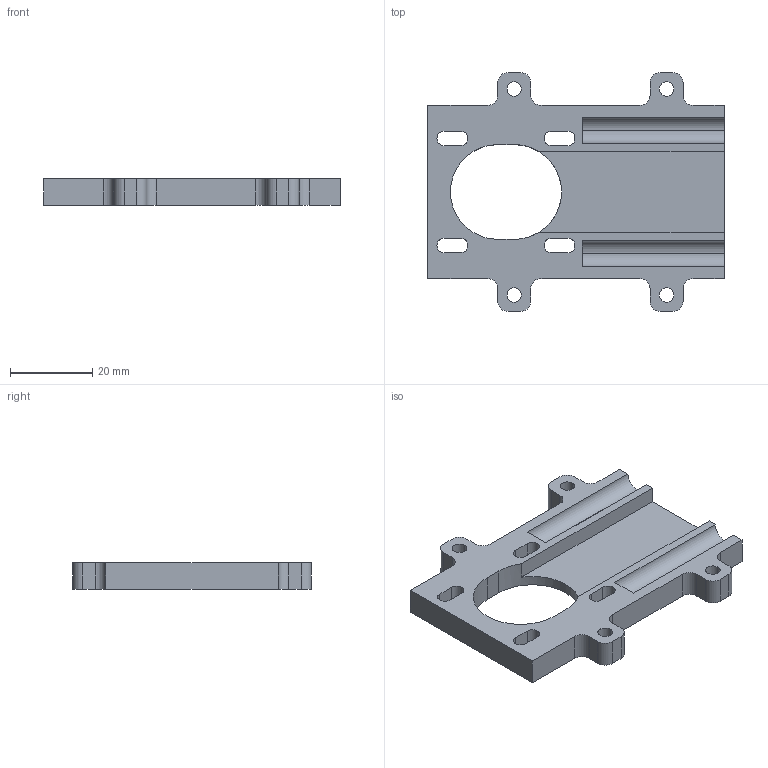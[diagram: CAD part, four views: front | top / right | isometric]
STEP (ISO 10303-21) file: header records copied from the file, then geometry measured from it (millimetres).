
FILE_DESCRIPTION (( 'STEP AP203' ), '1' );
FILE_NAME ('x_motor split_b.STEP', '2013-06-24T14:52:07', ( 'LVG' ), ( 'MouseComputer PC' ), 'SwSTEP 2.0', 'SolidWorks 2013', '' );
FILE_SCHEMA (( 'CONFIG_CONTROL_DESIGN' ));
Length unit declared in the file: millimetre
Products named in the file (1): x_motor split_b
Bounding box: 72 x 58 x 6.5 mm (x, y, z)
Volume: 12618.1 mm3; surface area: 8920.7 mm2
Topology: 1 solids, 1 shells, 108 faces, 309 edges, 206 vertices
Faces by surface type: plane 65, cylinder 43
Entity records: 3654 total; most frequent: CARTESIAN_POINT 624, ORIENTED_EDGE 618, DIRECTION 615, EDGE_CURVE 309, VECTOR 221, LINE 221, VERTEX_POINT 206, AXIS2_PLACEMENT_3D 197
